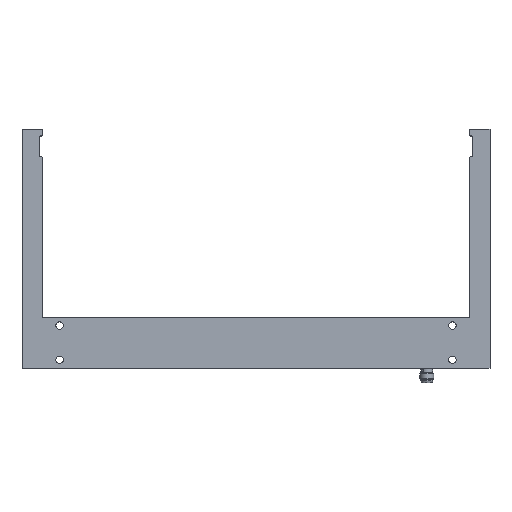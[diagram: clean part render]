
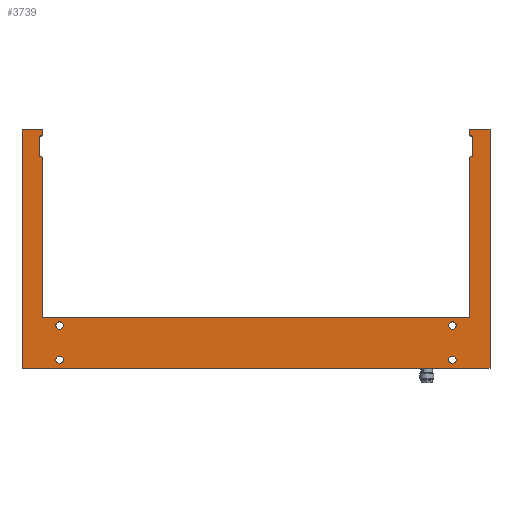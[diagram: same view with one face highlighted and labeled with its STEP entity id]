
A CAD part, top view. The second image highlights one B-rep face of the part: STEP entity #3739.
In plain terms, the highlighted planar face has unit normal (0, 0, 1).
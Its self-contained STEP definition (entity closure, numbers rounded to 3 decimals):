
#275=LINE('',#6135,#493);
#276=LINE('',#6137,#494);
#277=LINE('',#6139,#495);
#278=LINE('',#6141,#496);
#279=LINE('',#6147,#497);
#280=LINE('',#6153,#498);
#281=LINE('',#6155,#499);
#282=LINE('',#6157,#500);
#283=LINE('',#6163,#501);
#284=LINE('',#6169,#502);
#285=LINE('',#6171,#503);
#286=LINE('',#6172,#504);
#493=VECTOR('',#4857,274.);
#494=VECTOR('',#4858,140.);
#495=VECTOR('',#4859,12.);
#496=VECTOR('',#4860,3.);
#497=VECTOR('',#4865,10.);
#498=VECTOR('',#4870,93.);
#499=VECTOR('',#4871,250.);
#500=VECTOR('',#4872,93.);
#501=VECTOR('',#4877,10.);
#502=VECTOR('',#4882,3.);
#503=VECTOR('',#4883,12.);
#504=VECTOR('',#4884,140.);
#798=FACE_BOUND('',#1309,.T.);
#799=FACE_BOUND('',#1310,.T.);
#800=FACE_BOUND('',#1311,.T.);
#801=FACE_BOUND('',#1312,.T.);
#1006=FACE_OUTER_BOUND('',#1308,.T.);
#1308=EDGE_LOOP('',(#2930,#2931,#2932,#2933,#2934,#2935,#2936,#2937,#2938,
#2939,#2940,#2941,#2942,#2943,#2944,#2945,#2946,#2947,#2948,#2949));
#1309=EDGE_LOOP('',(#2950));
#1310=EDGE_LOOP('',(#2951));
#1311=EDGE_LOOP('',(#2952));
#1312=EDGE_LOOP('',(#2953));
#1641=CIRCLE('',#4107,1.);
#1642=CIRCLE('',#4108,1.);
#1643=CIRCLE('',#4109,1.);
#1644=CIRCLE('',#4110,1.);
#1645=CIRCLE('',#4111,1.);
#1646=CIRCLE('',#4112,1.);
#1647=CIRCLE('',#4113,1.);
#1648=CIRCLE('',#4114,1.);
#1649=CIRCLE('',#4115,2.15);
#1650=CIRCLE('',#4116,2.15);
#1651=CIRCLE('',#4117,2.15);
#1652=CIRCLE('',#4118,2.15);
#1896=VERTEX_POINT('',#6133);
#1897=VERTEX_POINT('',#6134);
#1898=VERTEX_POINT('',#6136);
#1899=VERTEX_POINT('',#6138);
#1900=VERTEX_POINT('',#6140);
#1901=VERTEX_POINT('',#6142);
#1902=VERTEX_POINT('',#6144);
#1903=VERTEX_POINT('',#6146);
#1904=VERTEX_POINT('',#6148);
#1905=VERTEX_POINT('',#6150);
#1906=VERTEX_POINT('',#6152);
#1907=VERTEX_POINT('',#6154);
#1908=VERTEX_POINT('',#6156);
#1909=VERTEX_POINT('',#6158);
#1910=VERTEX_POINT('',#6160);
#1911=VERTEX_POINT('',#6162);
#1912=VERTEX_POINT('',#6164);
#1913=VERTEX_POINT('',#6166);
#1914=VERTEX_POINT('',#6168);
#1915=VERTEX_POINT('',#6170);
#1916=VERTEX_POINT('',#6173);
#1917=VERTEX_POINT('',#6175);
#1918=VERTEX_POINT('',#6177);
#1919=VERTEX_POINT('',#6179);
#2287=EDGE_CURVE('',#1896,#1897,#275,.T.);
#2288=EDGE_CURVE('',#1898,#1896,#276,.T.);
#2289=EDGE_CURVE('',#1899,#1898,#277,.T.);
#2290=EDGE_CURVE('',#1900,#1899,#278,.T.);
#2291=EDGE_CURVE('',#1901,#1900,#1641,.T.);
#2292=EDGE_CURVE('',#1902,#1901,#1642,.T.);
#2293=EDGE_CURVE('',#1902,#1903,#279,.T.);
#2294=EDGE_CURVE('',#1904,#1903,#1643,.T.);
#2295=EDGE_CURVE('',#1905,#1904,#1644,.T.);
#2296=EDGE_CURVE('',#1906,#1905,#280,.T.);
#2297=EDGE_CURVE('',#1907,#1906,#281,.T.);
#2298=EDGE_CURVE('',#1908,#1907,#282,.T.);
#2299=EDGE_CURVE('',#1909,#1908,#1645,.T.);
#2300=EDGE_CURVE('',#1910,#1909,#1646,.T.);
#2301=EDGE_CURVE('',#1910,#1911,#283,.T.);
#2302=EDGE_CURVE('',#1912,#1911,#1647,.T.);
#2303=EDGE_CURVE('',#1913,#1912,#1648,.T.);
#2304=EDGE_CURVE('',#1914,#1913,#284,.T.);
#2305=EDGE_CURVE('',#1915,#1914,#285,.T.);
#2306=EDGE_CURVE('',#1897,#1915,#286,.T.);
#2307=EDGE_CURVE('',#1916,#1916,#1649,.T.);
#2308=EDGE_CURVE('',#1917,#1917,#1650,.T.);
#2309=EDGE_CURVE('',#1918,#1918,#1651,.T.);
#2310=EDGE_CURVE('',#1919,#1919,#1652,.T.);
#2930=ORIENTED_EDGE('',*,*,#2287,.F.);
#2931=ORIENTED_EDGE('',*,*,#2288,.F.);
#2932=ORIENTED_EDGE('',*,*,#2289,.F.);
#2933=ORIENTED_EDGE('',*,*,#2290,.F.);
#2934=ORIENTED_EDGE('',*,*,#2291,.F.);
#2935=ORIENTED_EDGE('',*,*,#2292,.F.);
#2936=ORIENTED_EDGE('',*,*,#2293,.T.);
#2937=ORIENTED_EDGE('',*,*,#2294,.F.);
#2938=ORIENTED_EDGE('',*,*,#2295,.F.);
#2939=ORIENTED_EDGE('',*,*,#2296,.F.);
#2940=ORIENTED_EDGE('',*,*,#2297,.F.);
#2941=ORIENTED_EDGE('',*,*,#2298,.F.);
#2942=ORIENTED_EDGE('',*,*,#2299,.F.);
#2943=ORIENTED_EDGE('',*,*,#2300,.F.);
#2944=ORIENTED_EDGE('',*,*,#2301,.T.);
#2945=ORIENTED_EDGE('',*,*,#2302,.F.);
#2946=ORIENTED_EDGE('',*,*,#2303,.F.);
#2947=ORIENTED_EDGE('',*,*,#2304,.F.);
#2948=ORIENTED_EDGE('',*,*,#2305,.F.);
#2949=ORIENTED_EDGE('',*,*,#2306,.F.);
#2950=ORIENTED_EDGE('',*,*,#2307,.T.);
#2951=ORIENTED_EDGE('',*,*,#2308,.T.);
#2952=ORIENTED_EDGE('',*,*,#2309,.T.);
#2953=ORIENTED_EDGE('',*,*,#2310,.T.);
#3547=PLANE('',#4106);
#3739=ADVANCED_FACE('',(#1006,#798,#799,#800,#801),#3547,.T.);
#4106=AXIS2_PLACEMENT_3D('',#6132,#4855,#4856);
#4107=AXIS2_PLACEMENT_3D('',#6143,#4861,#4862);
#4108=AXIS2_PLACEMENT_3D('',#6145,#4863,#4864);
#4109=AXIS2_PLACEMENT_3D('',#6149,#4866,#4867);
#4110=AXIS2_PLACEMENT_3D('',#6151,#4868,#4869);
#4111=AXIS2_PLACEMENT_3D('',#6159,#4873,#4874);
#4112=AXIS2_PLACEMENT_3D('',#6161,#4875,#4876);
#4113=AXIS2_PLACEMENT_3D('',#6165,#4878,#4879);
#4114=AXIS2_PLACEMENT_3D('',#6167,#4880,#4881);
#4115=AXIS2_PLACEMENT_3D('',#6174,#4885,#4886);
#4116=AXIS2_PLACEMENT_3D('',#6176,#4887,#4888);
#4117=AXIS2_PLACEMENT_3D('',#6178,#4889,#4890);
#4118=AXIS2_PLACEMENT_3D('',#6180,#4891,#4892);
#4855=DIRECTION('center_axis',(0.,0.,1.));
#4856=DIRECTION('ref_axis',(1.,0.,0.));
#4857=DIRECTION('',(-1.,0.,0.));
#4858=DIRECTION('',(0.,-1.,0.));
#4859=DIRECTION('',(1.,0.,0.));
#4860=DIRECTION('',(0.,1.,0.));
#4861=DIRECTION('center_axis',(0.,0.,
-1.));
#4862=DIRECTION('ref_axis',(-0.707,-0.707,0.));
#4863=DIRECTION('center_axis',(0.,0.,
1.));
#4864=DIRECTION('ref_axis',(0.707,0.707,0.));
#4865=DIRECTION('',(0.,-1.,0.));
#4866=DIRECTION('center_axis',(0.,0.,
1.));
#4867=DIRECTION('ref_axis',(0.707,-0.707,0.));
#4868=DIRECTION('center_axis',(0.,0.,
-1.));
#4869=DIRECTION('ref_axis',(-0.707,0.707,0.));
#4870=DIRECTION('',(0.,1.,0.));
#4871=DIRECTION('',(1.,0.,0.));
#4872=DIRECTION('',(0.,-1.,0.));
#4873=DIRECTION('center_axis',(0.,0.,
-1.));
#4874=DIRECTION('ref_axis',(0.707,0.707,0.));
#4875=DIRECTION('center_axis',(0.,0.,
1.));
#4876=DIRECTION('ref_axis',(-0.707,-0.707,0.));
#4877=DIRECTION('',(0.,1.,0.));
#4878=DIRECTION('center_axis',(0.,0.,
1.));
#4879=DIRECTION('ref_axis',(-0.707,0.707,0.));
#4880=DIRECTION('center_axis',(0.,0.,
-1.));
#4881=DIRECTION('ref_axis',(0.707,-0.707,0.));
#4882=DIRECTION('',(0.,-1.,0.));
#4883=DIRECTION('',(1.,0.,0.));
#4884=DIRECTION('',(0.,1.,0.));
#4885=DIRECTION('center_axis',(0.,0.,-1.));
#4886=DIRECTION('ref_axis',(-1.,0.,0.));
#4887=DIRECTION('center_axis',(0.,0.,-1.));
#4888=DIRECTION('ref_axis',(-1.,0.,0.));
#4889=DIRECTION('center_axis',(0.,0.,-1.));
#4890=DIRECTION('ref_axis',(-1.,0.,0.));
#4891=DIRECTION('center_axis',(0.,0.,-1.));
#4892=DIRECTION('ref_axis',(-1.,0.,0.));
#6132=CARTESIAN_POINT('Origin',(27.053,48.284,12.));
#6133=CARTESIAN_POINT('',(31.918,-21.292,12.));
#6134=CARTESIAN_POINT('',(-242.082,-21.292,12.));
#6135=CARTESIAN_POINT('',(-242.082,-21.292,12.));
#6136=CARTESIAN_POINT('',(31.918,118.708,12.));
#6137=CARTESIAN_POINT('',(31.918,118.708,12.));
#6138=CARTESIAN_POINT('',(19.918,118.708,12.));
#6139=CARTESIAN_POINT('',(19.918,118.708,12.));
#6140=CARTESIAN_POINT('',(19.918,115.708,12.));
#6141=CARTESIAN_POINT('',(19.918,-21.292,12.));
#6142=CARTESIAN_POINT('',(20.918,114.708,12.));
#6143=CARTESIAN_POINT('Origin',(20.918,115.708,12.));
#6144=CARTESIAN_POINT('',(21.918,113.708,12.));
#6145=CARTESIAN_POINT('Origin',(20.918,113.708,12.));
#6146=CARTESIAN_POINT('',(21.918,103.708,12.));
#6147=CARTESIAN_POINT('',(21.918,81.708,12.));
#6148=CARTESIAN_POINT('',(20.918,102.708,12.));
#6149=CARTESIAN_POINT('Origin',(20.918,103.708,12.));
#6150=CARTESIAN_POINT('',(19.918,101.708,12.));
#6151=CARTESIAN_POINT('Origin',(20.918,101.708,12.));
#6152=CARTESIAN_POINT('',(19.918,8.708,12.));
#6153=CARTESIAN_POINT('',(19.918,-21.292,12.));
#6154=CARTESIAN_POINT('',(-230.082,8.708,12.));
#6155=CARTESIAN_POINT('',(19.918,8.708,12.));
#6156=CARTESIAN_POINT('',(-230.082,101.708,12.));
#6157=CARTESIAN_POINT('',(-230.082,-21.292,12.));
#6158=CARTESIAN_POINT('',(-231.082,102.708,12.));
#6159=CARTESIAN_POINT('Origin',(-231.082,101.708,12.));
#6160=CARTESIAN_POINT('',(-232.082,103.708,12.));
#6161=CARTESIAN_POINT('Origin',(-231.082,103.708,12.));
#6162=CARTESIAN_POINT('',(-232.082,113.708,12.));
#6163=CARTESIAN_POINT('',(-232.082,81.708,12.));
#6164=CARTESIAN_POINT('',(-231.082,114.708,12.));
#6165=CARTESIAN_POINT('Origin',(-231.082,113.708,12.));
#6166=CARTESIAN_POINT('',(-230.082,115.708,12.));
#6167=CARTESIAN_POINT('Origin',(-231.082,115.708,12.));
#6168=CARTESIAN_POINT('',(-230.082,118.708,12.));
#6169=CARTESIAN_POINT('',(-230.082,-21.292,12.));
#6170=CARTESIAN_POINT('',(-242.082,118.708,12.));
#6171=CARTESIAN_POINT('',(-230.082,118.708,12.));
#6172=CARTESIAN_POINT('',(-242.082,118.708,12.));
#6173=CARTESIAN_POINT('',(-217.932,3.708,12.));
#6174=CARTESIAN_POINT('Origin',(-220.082,3.708,12.));
#6175=CARTESIAN_POINT('',(12.068,3.708,12.));
#6176=CARTESIAN_POINT('Origin',(9.918,3.708,12.));
#6177=CARTESIAN_POINT('',(-217.932,-16.292,12.));
#6178=CARTESIAN_POINT('Origin',(-220.082,-16.292,12.));
#6179=CARTESIAN_POINT('',(12.068,-16.292,12.));
#6180=CARTESIAN_POINT('Origin',(9.918,-16.292,12.));
